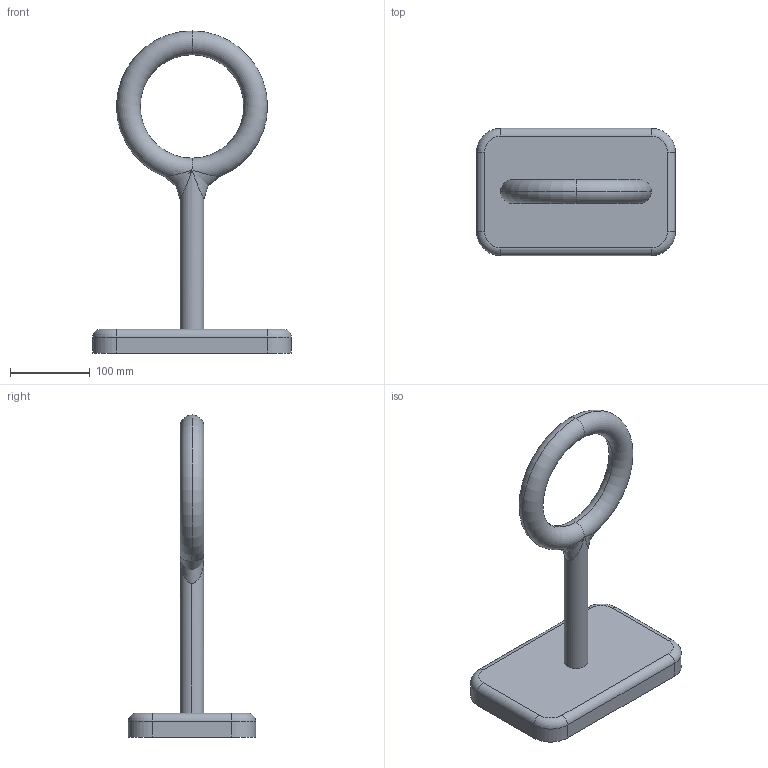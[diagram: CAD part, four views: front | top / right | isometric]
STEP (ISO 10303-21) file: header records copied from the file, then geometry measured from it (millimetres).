
FILE_DESCRIPTION (( 'STEP AP203' ), '1' );
FILE_NAME ('hole_threading.STEP', '2024-11-25T22:03:42', ( 'User' ), ( '' ), 'SwSTEP 2.0', 'SolidWorks 2022', '' );
FILE_SCHEMA (( 'CONFIG_CONTROL_DESIGN' ));
Length unit declared in the file: millimetre
Products named in the file (1): hole_threading
Bounding box: 250 x 160 x 405 mm (x, y, z)
Volume: 1652112.4 mm3; surface area: 161941.1 mm2
Topology: 1 solids, 1 shells, 26 faces, 64 edges, 35 vertices
Faces by surface type: cylinder 10, torus 8, plane 6, bspline 2
Entity records: 1469 total; most frequent: CARTESIAN_POINT 800, DIRECTION 132, ORIENTED_EDGE 120, EDGE_CURVE 60, AXIS2_PLACEMENT_3D 55, VERTEX_POINT 35, CIRCLE 30, EDGE_LOOP 27
